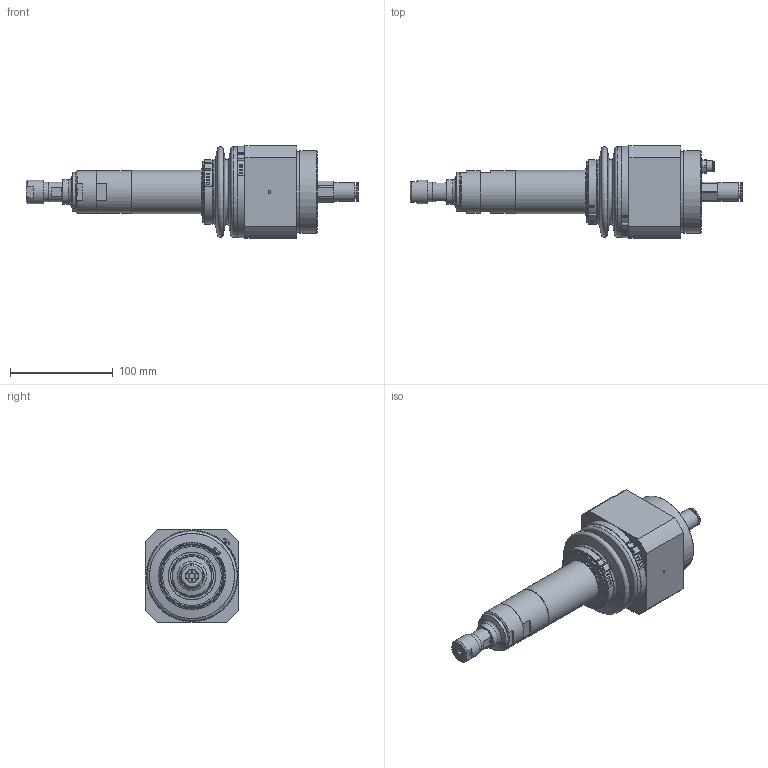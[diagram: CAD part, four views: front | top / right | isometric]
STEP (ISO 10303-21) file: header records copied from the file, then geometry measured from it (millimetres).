
FILE_DESCRIPTION(/* description */ (''),/* implementation_level */ '2;1');
FILE_NAME(/* name */ 'ESR 38-520_29948435.stp',/* time_stamp */ '2015-03-25T13:34:12+01:00',/* author */ ('ekoch'),/* organization */ (''),/* preprocessor_version */ 'ST-DEVELOPER v15.2',/* originating_system */ 'Autodesk Inventor 2014',/* authorisation */ '');
FILE_SCHEMA (('AUTOMOTIVE_DESIGN { 1 0 10303 214 3 1 1 }'));
Length unit declared in the file: millimetre
Products named in the file (1): ESR 38-520_29948435
Bounding box: 322.83 x 90 x 90 mm (x, y, z)
Volume: 1044920.3 mm3; surface area: 234019.4 mm2
Topology: 15 solids, 15 shells, 527 faces, 1289 edges, 834 vertices
Faces by surface type: plane 234, cylinder 190, cone 87, torus 15, sphere 1
Full cylindrical faces by diameter (mm): 2.5 x1, 4.917 x4, 6 x5, 6.1 x1, 7.2 x1, 8.382 x1, 8.565 x1, 8.566 x1, 9.728 x1, 9.9 x1, 10.5 x1, 10.6 x1, 12 x1, 13.2 x1, 14.95 x2, 15 x1, 15.1 x1, 16.16 x1, 17.917 x1, 18.4 x1, 18.5 x1, 18.8 x1, 18.98 x1, 19 x3, 19.5 x1, 23 x1, 24 x1, 28 x1, 31 x1, 32 x1
Entity records: 15468 total; most frequent: CARTESIAN_POINT 3092, DIRECTION 2562, ORIENTED_EDGE 2228, EDGE_CURVE 1114, AXIS2_PLACEMENT_3D 1080, VERTEX_POINT 793, EDGE_LOOP 747, CIRCLE 552
